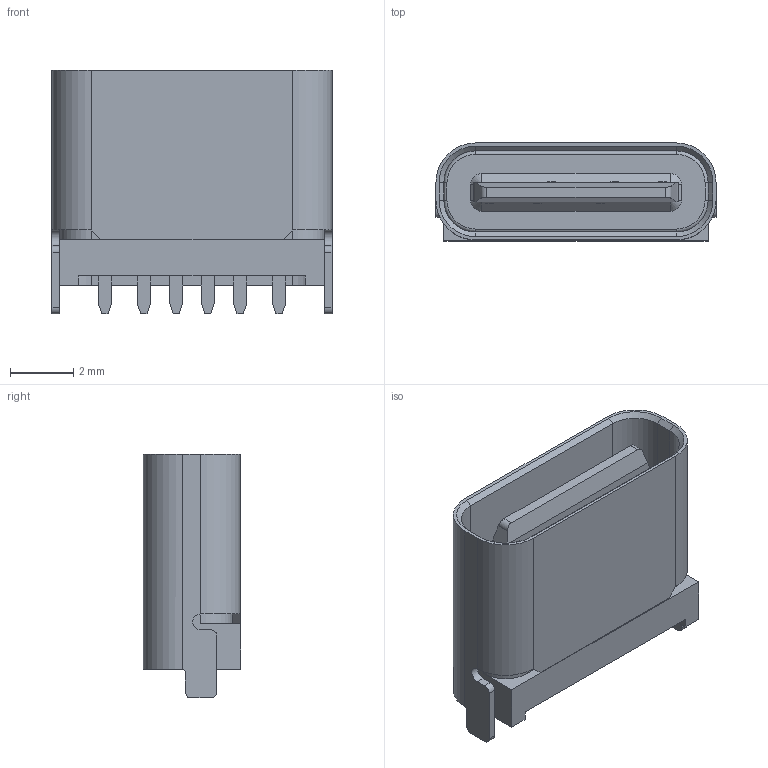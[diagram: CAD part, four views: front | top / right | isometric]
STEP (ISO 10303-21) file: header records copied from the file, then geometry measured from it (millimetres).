
FILE_DESCRIPTION (( 'STEP AP214' ), '1' );
FILE_NAME ('TYPE-C-327-LDRH100.step', '2024-10-08T01:44:16', ( '' ), ( '' ), 'SwSTEP 2.0', 'SolidWorks 2021', '' );
FILE_SCHEMA (( 'AUTOMOTIVE_DESIGN' ));
Length unit declared in the file: millimetre
Products named in the file (1): TYPE-C-327-LDRH100
Bounding box: 8.85 x 3.08 x 7.7 mm (x, y, z)
Volume: 93.3 mm3; surface area: 424.1 mm2
Topology: 2 solids, 2 shells, 184 faces, 476 edges, 302 vertices
Faces by surface type: plane 136, cylinder 36, cone 8, torus 4
Entity records: 7595 total; most frequent: CARTESIAN_POINT 999, ORIENTED_EDGE 952, DIRECTION 918, EDGE_CURVE 476, VECTOR 380, LINE 380, VERTEX_POINT 302, AXIS2_PLACEMENT_3D 269
